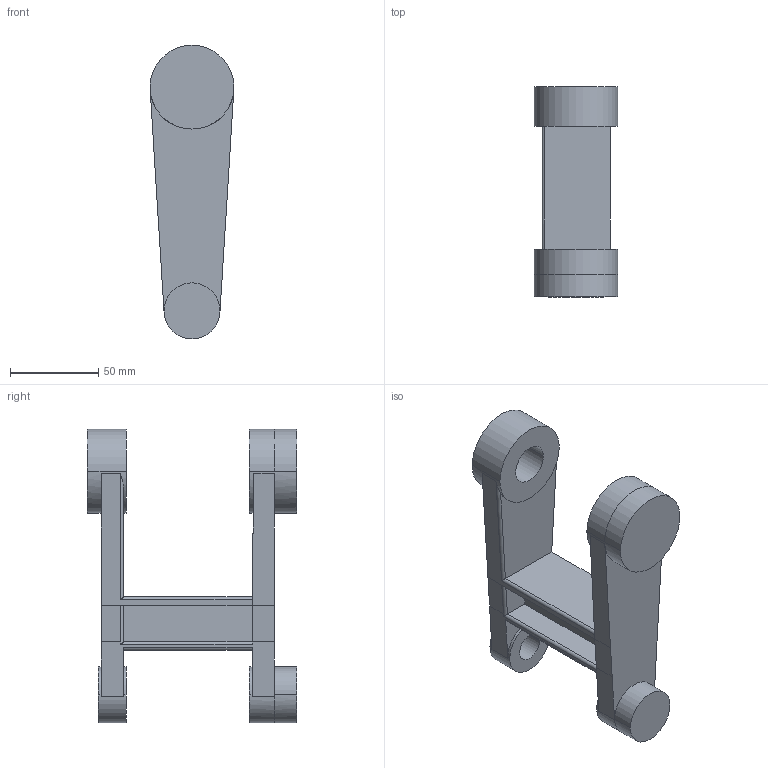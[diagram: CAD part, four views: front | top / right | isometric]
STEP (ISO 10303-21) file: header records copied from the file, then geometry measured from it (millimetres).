
FILE_DESCRIPTION(('CATIA V5 STEP Exchange'),'2;1');
FILE_NAME('FRAME.stp','2026-01-26T16:04:13+00:00',('none'),('none'),'CATIA Version 5 Release 21 GA (IN-10)','CATIA V5 STEP AP203','none');
FILE_SCHEMA(('CONFIG_CONTROL_DESIGN'));
Length unit declared in the file: millimetre
Products named in the file (1): FRAME
Bounding box: 47.62 x 119.06 x 166.69 mm (x, y, z)
Volume: 231540.9 mm3; surface area: 56680.3 mm2
Topology: 1 solids, 1 shells, 66 faces, 175 edges, 117 vertices
Faces by surface type: plane 42, cylinder 24
Entity records: 1930 total; most frequent: CARTESIAN_POINT 383, ORIENTED_EDGE 342, DIRECTION 236, EDGE_CURVE 171, VECTOR 113, LINE 113, VERTEX_POINT 111, AXIS2_PLACEMENT_3D 91
